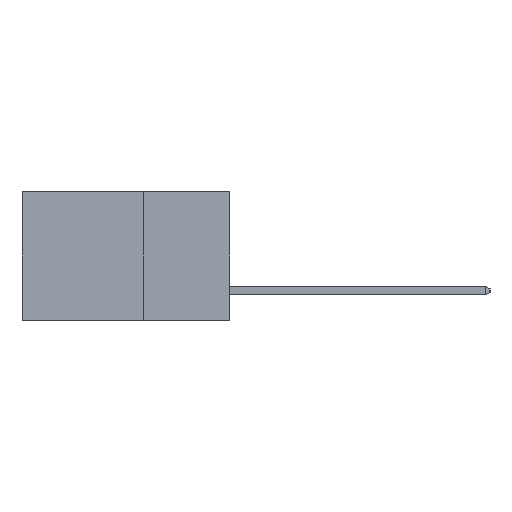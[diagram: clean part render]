
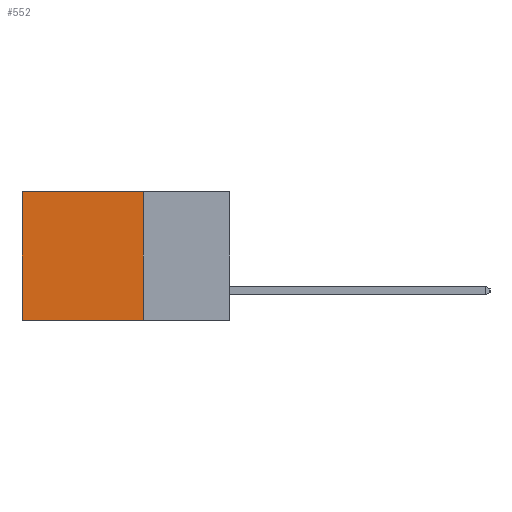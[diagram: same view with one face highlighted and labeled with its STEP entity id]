
A CAD part, left-side view. The second image highlights one B-rep face of the part: STEP entity #552.
In plain terms, the highlighted planar face has unit normal (-1, 0, 0).
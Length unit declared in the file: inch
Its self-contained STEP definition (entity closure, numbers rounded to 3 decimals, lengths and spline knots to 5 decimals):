
#552 = ADVANCED_FACE ( 'NONE', ( #7107 ), #10287, .F. ) ;
#692 = CARTESIAN_POINT ( 'NONE',  ( 0.298, 0.6, 0. ) ) ;
#804 = VERTEX_POINT ( 'NONE', #2912 ) ;
#1248 = CARTESIAN_POINT ( 'NONE',  ( 0.298, 0.25, 0. ) ) ;
#1368 = ORIENTED_EDGE ( 'NONE', *, *, #11521, .T. ) ;
#2623 = EDGE_LOOP ( 'NONE', ( #1368, #5457, #4968, #3968 ) ) ;
#2912 = CARTESIAN_POINT ( 'NONE',  ( 0.298, 0.25, -0.37 ) ) ;
#3084 = EDGE_CURVE ( 'NONE', #804, #13029, #5817, .T. ) ;
#3565 = LINE ( 'NONE', #692, #11051 ) ;
#3968 = ORIENTED_EDGE ( 'NONE', *, *, #9237, .T. ) ;
#4968 = ORIENTED_EDGE ( 'NONE', *, *, #12969, .F. ) ;
#5206 = VECTOR ( 'NONE', #9664, 39.37008 ) ;
#5457 = ORIENTED_EDGE ( 'NONE', *, *, #3084, .F. ) ;
#5635 = DIRECTION ( 'NONE',  ( 0., 0., -1. ) ) ;
#5646 = DIRECTION ( 'NONE',  ( 1., 0., 0. ) ) ;
#5817 = LINE ( 'NONE', #8970, #8799 ) ;
#5937 = AXIS2_PLACEMENT_3D ( 'NONE', #10288, #5646, #5635 ) ;
#7030 = DIRECTION ( 'NONE',  ( 0., 1., 0. ) ) ;
#7107 = FACE_OUTER_BOUND ( 'NONE', #2623, .T. ) ;
#7247 = DIRECTION ( 'NONE',  ( 0., 0., -1. ) ) ;
#7855 = CARTESIAN_POINT ( 'NONE',  ( 0.298, 0.6, 0. ) ) ;
#8274 = VERTEX_POINT ( 'NONE', #9424 ) ;
#8415 = VERTEX_POINT ( 'NONE', #7855 ) ;
#8782 = CARTESIAN_POINT ( 'NONE',  ( 0.298, 0.6, -0.37 ) ) ;
#8799 = VECTOR ( 'NONE', #7030, 39.37008 ) ;
#8970 = CARTESIAN_POINT ( 'NONE',  ( 0.298, 0.25, -0.37 ) ) ;
#9237 = EDGE_CURVE ( 'NONE', #8274, #8415, #12173, .T. ) ;
#9383 = CARTESIAN_POINT ( 'NONE',  ( 0.298, 0.25, 0. ) ) ;
#9424 = CARTESIAN_POINT ( 'NONE',  ( 0.298, 0.25, 0. ) ) ;
#9664 = DIRECTION ( 'NONE',  ( 0., 0., -1. ) ) ;
#9867 = VECTOR ( 'NONE', #13236, 39.37008 ) ;
#10287 = PLANE ( 'NONE',  #5937 ) ;
#10288 = CARTESIAN_POINT ( 'NONE',  ( 0.298, 0.25, 0. ) ) ;
#11051 = VECTOR ( 'NONE', #7247, 39.37008 ) ;
#11521 = EDGE_CURVE ( 'NONE', #8415, #13029, #3565, .T. ) ;
#12173 = LINE ( 'NONE', #9383, #9867 ) ;
#12969 = EDGE_CURVE ( 'NONE', #8274, #804, #13096, .T. ) ;
#13029 = VERTEX_POINT ( 'NONE', #8782 ) ;
#13096 = LINE ( 'NONE', #1248, #5206 ) ;
#13236 = DIRECTION ( 'NONE',  ( 0., 1., 0. ) ) ;
